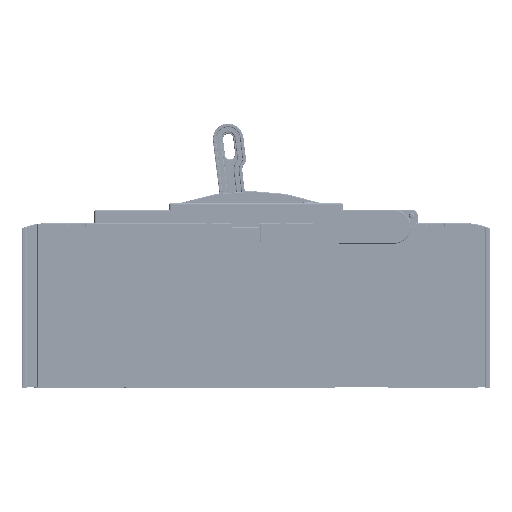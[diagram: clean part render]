
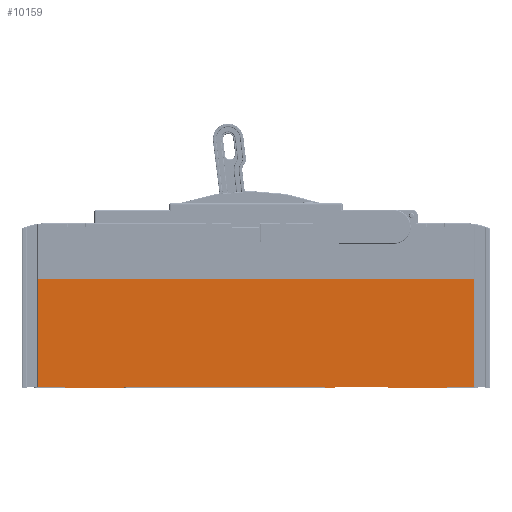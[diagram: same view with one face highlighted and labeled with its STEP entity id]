
A CAD part, left-side view. The second image highlights one B-rep face of the part: STEP entity #10159.
In plain terms, the highlighted planar face has unit normal (-1, 0, 0).
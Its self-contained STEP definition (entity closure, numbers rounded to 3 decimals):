
#10159=ADVANCED_FACE('',(#21651),#15640,.T.);
#15640=PLANE('',#144852);
#21651=FACE_OUTER_BOUND('',#28993,.T.);
#28993=EDGE_LOOP('',(#85072,#85073,#85074,#85075,#85076,#85077,#85078,#85079,
#85080,#85081,#85082,#85083,#85084,#85085,#85086,#85087));
#40474=LINE('',#309092,#54811);
#40478=LINE('',#309104,#54815);
#40482=LINE('',#309116,#54819);
#40486=LINE('',#309128,#54823);
#40952=LINE('',#310618,#55289);
#40953=LINE('',#310621,#55290);
#40954=LINE('',#310622,#55291);
#40955=LINE('',#310624,#55292);
#40956=LINE('',#310626,#55293);
#40957=LINE('',#310627,#55294);
#40958=LINE('',#310629,#55295);
#40959=LINE('',#310631,#55296);
#40960=LINE('',#310632,#55297);
#40961=LINE('',#310634,#55298);
#40962=LINE('',#310636,#55299);
#40963=LINE('',#310637,#55300);
#54811=VECTOR('',#170501,1.);
#54815=VECTOR('',#170509,1.);
#54819=VECTOR('',#170517,1.);
#54823=VECTOR('',#170525,1.);
#55289=VECTOR('',#171323,1.);
#55290=VECTOR('',#171324,1.);
#55291=VECTOR('',#171325,1.);
#55292=VECTOR('',#171326,1.);
#55293=VECTOR('',#171327,1.);
#55294=VECTOR('',#171328,1.);
#55295=VECTOR('',#171329,1.);
#55296=VECTOR('',#171330,1.);
#55297=VECTOR('',#171331,1.);
#55298=VECTOR('',#171332,1.);
#55299=VECTOR('',#171333,1.);
#55300=VECTOR('',#171334,1.);
#85072=ORIENTED_EDGE('',*,*,#126706,.T.);
#85073=ORIENTED_EDGE('',*,*,#126707,.T.);
#85074=ORIENTED_EDGE('',*,*,#126067,.T.);
#85075=ORIENTED_EDGE('',*,*,#126708,.T.);
#85076=ORIENTED_EDGE('',*,*,#126709,.T.);
#85077=ORIENTED_EDGE('',*,*,#126710,.F.);
#85078=ORIENTED_EDGE('',*,*,#126061,.T.);
#85079=ORIENTED_EDGE('',*,*,#126711,.T.);
#85080=ORIENTED_EDGE('',*,*,#126712,.T.);
#85081=ORIENTED_EDGE('',*,*,#126713,.F.);
#85082=ORIENTED_EDGE('',*,*,#126055,.T.);
#85083=ORIENTED_EDGE('',*,*,#126714,.T.);
#85084=ORIENTED_EDGE('',*,*,#126715,.T.);
#85085=ORIENTED_EDGE('',*,*,#126716,.F.);
#85086=ORIENTED_EDGE('',*,*,#126049,.T.);
#85087=ORIENTED_EDGE('',*,*,#126717,.T.);
#108963=VERTEX_POINT('',#309091);
#108964=VERTEX_POINT('',#309093);
#108969=VERTEX_POINT('',#309103);
#108970=VERTEX_POINT('',#309105);
#108975=VERTEX_POINT('',#309115);
#108976=VERTEX_POINT('',#309117);
#108981=VERTEX_POINT('',#309127);
#108982=VERTEX_POINT('',#309129);
#109560=VERTEX_POINT('',#310619);
#109561=VERTEX_POINT('',#310620);
#109562=VERTEX_POINT('',#310623);
#109563=VERTEX_POINT('',#310625);
#109564=VERTEX_POINT('',#310628);
#109565=VERTEX_POINT('',#310630);
#109566=VERTEX_POINT('',#310633);
#109567=VERTEX_POINT('',#310635);
#126049=EDGE_CURVE('',#108964,#108963,#40474,.T.);
#126055=EDGE_CURVE('',#108970,#108969,#40478,.T.);
#126061=EDGE_CURVE('',#108976,#108975,#40482,.T.);
#126067=EDGE_CURVE('',#108982,#108981,#40486,.T.);
#126706=EDGE_CURVE('',#109560,#109561,#40952,.T.);
#126707=EDGE_CURVE('',#109561,#108982,#40953,.T.);
#126708=EDGE_CURVE('',#108981,#109562,#40954,.T.);
#126709=EDGE_CURVE('',#109562,#109563,#40955,.T.);
#126710=EDGE_CURVE('',#108976,#109563,#40956,.T.);
#126711=EDGE_CURVE('',#108975,#109564,#40957,.T.);
#126712=EDGE_CURVE('',#109564,#109565,#40958,.T.);
#126713=EDGE_CURVE('',#108970,#109565,#40959,.T.);
#126714=EDGE_CURVE('',#108969,#109566,#40960,.T.);
#126715=EDGE_CURVE('',#109566,#109567,#40961,.T.);
#126716=EDGE_CURVE('',#108964,#109567,#40962,.T.);
#126717=EDGE_CURVE('',#108963,#109560,#40963,.T.);
#144852=AXIS2_PLACEMENT_3D('',#310638,#171335,#171336);
#170501=DIRECTION('',(0.,-1.,0.));
#170509=DIRECTION('',(0.,-1.,0.));
#170517=DIRECTION('',(0.,-1.,0.));
#170525=DIRECTION('',(0.,-1.,0.));
#171323=DIRECTION('',(0.,1.,0.));
#171324=DIRECTION('',(0.,0.,-1.));
#171325=DIRECTION('',(0.,0.,-1.));
#171326=DIRECTION('',(0.,-1.,0.));
#171327=DIRECTION('',(0.,0.,-1.));
#171328=DIRECTION('',(0.,0.,-1.));
#171329=DIRECTION('',(0.,-1.,0.));
#171330=DIRECTION('',(0.,0.,-1.));
#171331=DIRECTION('',(0.,0.,-1.));
#171332=DIRECTION('',(0.,-1.,0.));
#171333=DIRECTION('',(0.,0.,-1.));
#171334=DIRECTION('',(0.,0.,1.));
#171335=DIRECTION('',(-1.,0.,0.));
#171336=DIRECTION('',(0.,0.,-1.));
#309091=CARTESIAN_POINT('',(0.,9.5,0.));
#309092=CARTESIAN_POINT('',(0.,137.5,0.));
#309093=CARTESIAN_POINT('',(0.,25.,0.));
#309103=CARTESIAN_POINT('',(0.,60.,0.));
#309104=CARTESIAN_POINT('',(0.,137.5,0.));
#309105=CARTESIAN_POINT('',(0.,91.,0.));
#309115=CARTESIAN_POINT('',(0.,97.,0.));
#309116=CARTESIAN_POINT('',(0.,137.5,0.));
#309117=CARTESIAN_POINT('',(0.,215.,0.));
#309127=CARTESIAN_POINT('',(0.,250.,0.));
#309128=CARTESIAN_POINT('',(0.,137.5,0.));
#309129=CARTESIAN_POINT('',(0.,265.5,0.));
#310618=CARTESIAN_POINT('',(0.,137.5,63.));
#310619=CARTESIAN_POINT('',(0.,9.5,63.));
#310620=CARTESIAN_POINT('',(0.,265.5,63.));
#310621=CARTESIAN_POINT('',(0.,265.5,0.));
#310622=CARTESIAN_POINT('',(0.,250.,-1.));
#310623=CARTESIAN_POINT('',(0.,250.,-1.));
#310624=CARTESIAN_POINT('',(0.,250.,-1.));
#310625=CARTESIAN_POINT('',(0.,215.,-1.));
#310626=CARTESIAN_POINT('',(0.,215.,-1.));
#310627=CARTESIAN_POINT('',(0.,97.,-1.));
#310628=CARTESIAN_POINT('',(0.,97.,-1.));
#310629=CARTESIAN_POINT('',(0.,97.,-1.));
#310630=CARTESIAN_POINT('',(0.,91.,-1.));
#310631=CARTESIAN_POINT('',(0.,91.,-1.));
#310632=CARTESIAN_POINT('',(0.,60.,-1.));
#310633=CARTESIAN_POINT('',(0.,60.,-1.));
#310634=CARTESIAN_POINT('',(0.,60.,-1.));
#310635=CARTESIAN_POINT('',(0.,25.,-1.));
#310636=CARTESIAN_POINT('',(0.,25.,-1.));
#310637=CARTESIAN_POINT('',(0.,9.5,63.));
#310638=CARTESIAN_POINT('',(0.,137.5,0.));
